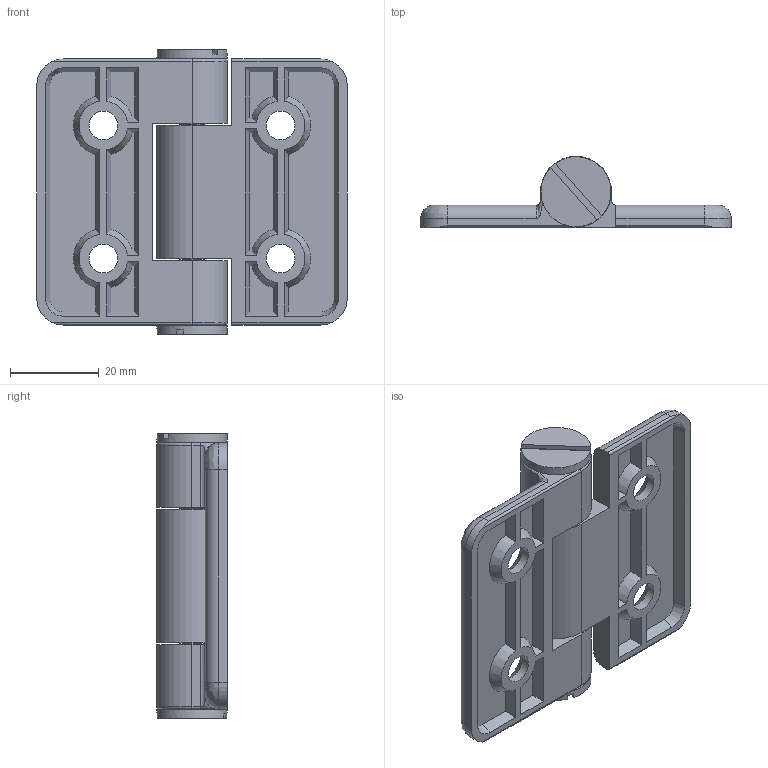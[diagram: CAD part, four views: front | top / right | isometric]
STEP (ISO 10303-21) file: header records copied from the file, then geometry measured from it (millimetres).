
FILE_DESCRIPTION(/* description */ (''),/* implementation_level */ '2;1');
FILE_NAME(/* name */ 'HSM6070.stp',/* time_stamp */ '2024-09-27T18:58:13+09:00',/* author */ ('user'),/* organization */ (''),/* preprocessor_version */ 'ST-DEVELOPER v15.6',/* originating_system */ 'Autodesk Inventor 2015',/* authorisation */ '');
FILE_SCHEMA (('AUTOMOTIVE_DESIGN { 1 0 10303 214 3 1 1 }'));
Length unit declared in the file: millimetre
Products named in the file (7): 핀; 베어링1; 자석; 캡; HSM6070-L; HSM6070-R; HSM6070
Bounding box: 70 x 16 x 64.2 mm (x, y, z)
Volume: 22546.5 mm3; surface area: 18221.7 mm2
Topology: 9 solids, 9 shells, 180 faces, 406 edges, 262 vertices
Faces by surface type: plane 96, cylinder 48, cone 28, bspline 6, torus 2
Full cylindrical faces by diameter (mm): 4 x3, 4.5 x3, 5.74 x2, 6.5 x6, 12.5 x2, 12.88 x2, 13.05 x2, 13.1 x4, 15.8 x2
Entity records: 4773 total; most frequent: CARTESIAN_POINT 1052, DIRECTION 770, ORIENTED_EDGE 670, EDGE_CURVE 335, AXIS2_PLACEMENT_3D 298, VERTEX_POINT 233, EDGE_LOOP 222, LINE 174
